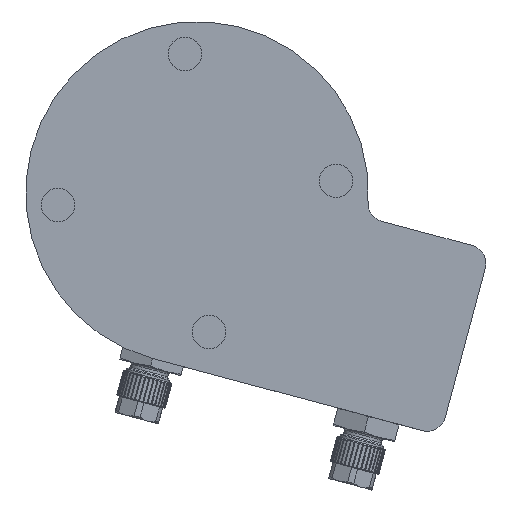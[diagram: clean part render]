
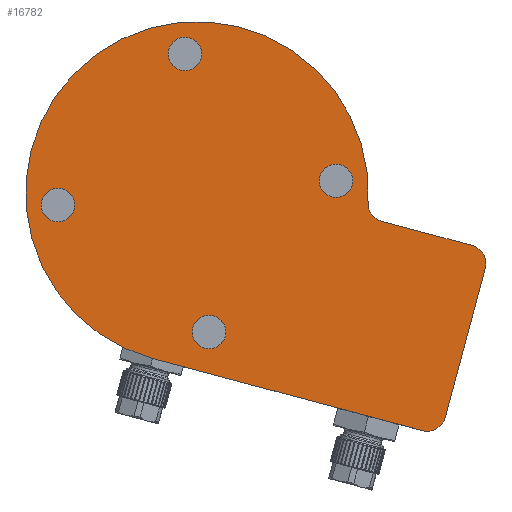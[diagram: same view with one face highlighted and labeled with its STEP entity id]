
A CAD part, left-side view. The second image highlights one B-rep face of the part: STEP entity #16782.
In plain terms, the highlighted planar face has unit normal (-1, 0, 0).
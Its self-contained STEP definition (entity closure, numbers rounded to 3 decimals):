
#937=FACE_BOUND('',#4537,.T.);
#938=FACE_BOUND('',#4538,.T.);
#939=FACE_BOUND('',#4539,.T.);
#940=FACE_BOUND('',#4540,.T.);
#1704=LINE('',#35755,#2644);
#1705=LINE('',#35762,#2645);
#1706=LINE('',#35767,#2646);
#2644=VECTOR('',#21627,10.);
#2645=VECTOR('',#21634,10.);
#2646=VECTOR('',#21639,10.);
#3684=FACE_OUTER_BOUND('',#4536,.T.);
#4536=EDGE_LOOP('',(#14093,#14094,#14095,#14096,#14097,#14098,#14099));
#4537=EDGE_LOOP('',(#14100));
#4538=EDGE_LOOP('',(#14101));
#4539=EDGE_LOOP('',(#14102));
#4540=EDGE_LOOP('',(#14103));
#5381=CIRCLE('',#18155,5.);
#5382=CIRCLE('',#18156,5.);
#5383=CIRCLE('',#18157,5.);
#5384=CIRCLE('',#18158,46.);
#5385=CIRCLE('',#18159,4.5);
#5386=CIRCLE('',#18160,4.5);
#5387=CIRCLE('',#18161,4.5);
#5388=CIRCLE('',#18162,4.5);
#7233=VERTEX_POINT('',#35751);
#7234=VERTEX_POINT('',#35753);
#7235=VERTEX_POINT('',#35757);
#7236=VERTEX_POINT('',#35759);
#7237=VERTEX_POINT('',#35761);
#7238=VERTEX_POINT('',#35763);
#7239=VERTEX_POINT('',#35765);
#7240=VERTEX_POINT('',#35768);
#7241=VERTEX_POINT('',#35770);
#7242=VERTEX_POINT('',#35772);
#7243=VERTEX_POINT('',#35774);
#9582=EDGE_CURVE('',#7234,#7233,#1704,.T.);
#9583=EDGE_CURVE('',#7233,#7235,#5381,.T.);
#9584=EDGE_CURVE('',#7236,#7234,#5382,.T.);
#9585=EDGE_CURVE('',#7237,#7236,#1705,.T.);
#9586=EDGE_CURVE('',#7238,#7237,#5383,.T.);
#9587=EDGE_CURVE('',#7239,#7238,#5384,.T.);
#9588=EDGE_CURVE('',#7235,#7239,#1706,.T.);
#9589=EDGE_CURVE('',#7240,#7240,#5385,.T.);
#9590=EDGE_CURVE('',#7241,#7241,#5386,.T.);
#9591=EDGE_CURVE('',#7242,#7242,#5387,.T.);
#9592=EDGE_CURVE('',#7243,#7243,#5388,.T.);
#14093=ORIENTED_EDGE('',*,*,#9583,.F.);
#14094=ORIENTED_EDGE('',*,*,#9582,.F.);
#14095=ORIENTED_EDGE('',*,*,#9584,.F.);
#14096=ORIENTED_EDGE('',*,*,#9585,.F.);
#14097=ORIENTED_EDGE('',*,*,#9586,.F.);
#14098=ORIENTED_EDGE('',*,*,#9587,.F.);
#14099=ORIENTED_EDGE('',*,*,#9588,.F.);
#14100=ORIENTED_EDGE('',*,*,#9589,.T.);
#14101=ORIENTED_EDGE('',*,*,#9590,.T.);
#14102=ORIENTED_EDGE('',*,*,#9591,.T.);
#14103=ORIENTED_EDGE('',*,*,#9592,.T.);
#15436=PLANE('',#18154);
#16782=ADVANCED_FACE('',(#3684,#937,#938,#939,#940),#15436,.T.);
#18154=AXIS2_PLACEMENT_3D('',#35756,#21628,#21629);
#18155=AXIS2_PLACEMENT_3D('',#35758,#21630,#21631);
#18156=AXIS2_PLACEMENT_3D('',#35760,#21632,#21633);
#18157=AXIS2_PLACEMENT_3D('',#35764,#21635,#21636);
#18158=AXIS2_PLACEMENT_3D('',#35766,#21637,#21638);
#18159=AXIS2_PLACEMENT_3D('',#35769,#21640,#21641);
#18160=AXIS2_PLACEMENT_3D('',#35771,#21642,#21643);
#18161=AXIS2_PLACEMENT_3D('',#35773,#21644,#21645);
#18162=AXIS2_PLACEMENT_3D('',#35775,#21646,#21647);
#21627=DIRECTION('',(0.,0.259,-0.966));
#21628=DIRECTION('center_axis',(-1.,0.,0.));
#21629=DIRECTION('ref_axis',(0.,0.259,-0.966));
#21630=DIRECTION('center_axis',(1.,0.,0.));
#21631=DIRECTION('ref_axis',(0.,-0.5,-0.866));
#21632=DIRECTION('center_axis',(1.,0.,0.));
#21633=DIRECTION('ref_axis',(0.,-0.866,0.5));
#21634=DIRECTION('',(0.,-0.966,-0.259));
#21635=DIRECTION('center_axis',(-1.,0.,0.));
#21636=DIRECTION('ref_axis',(0.,0.81,-0.587));
#21637=DIRECTION('center_axis',(1.,0.,0.));
#21638=DIRECTION('ref_axis',(0.,-0.966,-0.259));
#21639=DIRECTION('',(0.,0.966,0.259));
#21640=DIRECTION('center_axis',(1.,0.,0.));
#21641=DIRECTION('ref_axis',(0.,0.966,0.259));
#21642=DIRECTION('center_axis',(1.,0.,0.));
#21643=DIRECTION('ref_axis',(0.,0.259,-0.966));
#21644=DIRECTION('center_axis',(1.,0.,0.));
#21645=DIRECTION('ref_axis',(0.,-0.966,-0.259));
#21646=DIRECTION('center_axis',(1.,0.,0.));
#21647=DIRECTION('ref_axis',(0.,-0.259,0.966));
#35751=CARTESIAN_POINT('',(-4.,-66.662,-60.309));
#35753=CARTESIAN_POINT('',(-4.,-77.403,-20.223));
#35755=CARTESIAN_POINT('',(-4.,-68.701,-52.702));
#35756=CARTESIAN_POINT('Origin',(-4.,-22.216,-5.953));
#35757=CARTESIAN_POINT('',(-4.,-60.539,-63.844));
#35758=CARTESIAN_POINT('Origin',(-4.,-61.833,-59.014));
#35759=CARTESIAN_POINT('',(-4.,-73.868,-14.099));
#35760=CARTESIAN_POINT('Origin',(-4.,-72.574,-18.928));
#35761=CARTESIAN_POINT('',(-4.,-49.63,-7.604));
#35762=CARTESIAN_POINT('',(-4.,-59.379,-10.217));
#35763=CARTESIAN_POINT('',(-4.,-45.932,-2.503));
#35764=CARTESIAN_POINT('Origin',(-4.,-50.924,-2.775));
#35765=CARTESIAN_POINT('',(-4.,11.906,-44.433));
#35766=CARTESIAN_POINT('Origin',(-4.,0.,
0.));
#35767=CARTESIAN_POINT('',(-4.,-7.413,-49.609));
#35768=CARTESIAN_POINT('',(-4.,-41.704,2.104));
#35769=CARTESIAN_POINT('Origin',(-4.,-37.357,3.268));
#35770=CARTESIAN_POINT('',(-4.,2.104,41.704));
#35771=CARTESIAN_POINT('Origin',(-4.,3.268,37.357));
#35772=CARTESIAN_POINT('',(-4.,41.704,-2.104));
#35773=CARTESIAN_POINT('Origin',(-4.,37.357,-3.268));
#35774=CARTESIAN_POINT('',(-4.,-2.104,-41.704));
#35775=CARTESIAN_POINT('Origin',(-4.,-3.268,-37.357));
